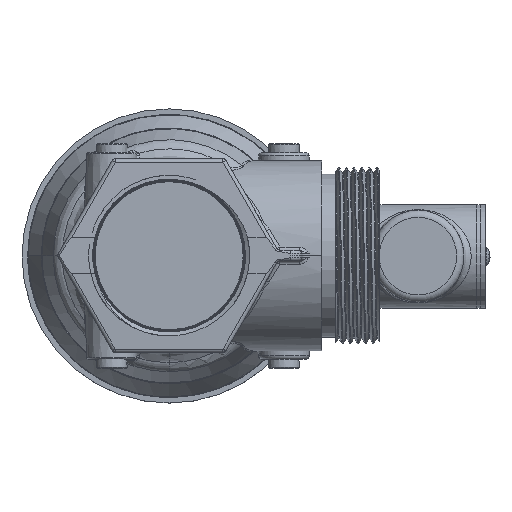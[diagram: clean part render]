
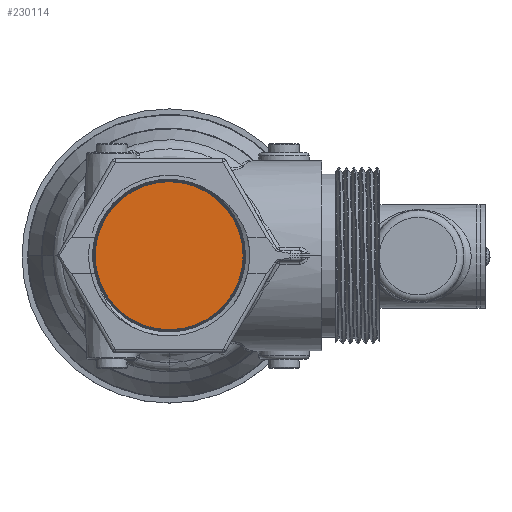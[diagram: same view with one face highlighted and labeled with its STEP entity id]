
A CAD part, top view. The second image highlights one B-rep face of the part: STEP entity #230114.
In plain terms, the highlighted planar face has unit normal (0, 0, 1).
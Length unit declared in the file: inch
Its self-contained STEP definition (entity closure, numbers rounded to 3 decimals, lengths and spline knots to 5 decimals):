
#37266 = AXIS2_PLACEMENT_3D ( 'NONE', #69369, #249928, #95223 ) ;
#42018 = ORIENTED_EDGE ( 'NONE', *, *, #264508, .T. ) ;
#69369 = CARTESIAN_POINT ( 'NONE',  ( 0., 0., 2.301 ) ) ;
#72206 = CARTESIAN_POINT ( 'NONE',  ( 0., 0., 2.301 ) ) ;
#85542 = CARTESIAN_POINT ( 'NONE',  ( 1.28897, 0., 2.301 ) ) ;
#95223 = DIRECTION ( 'NONE',  ( 1., 0., 0. ) ) ;
#97004 = PLANE ( 'NONE',  #121315 ) ;
#98110 = DIRECTION ( 'NONE',  ( 1., 0., 0. ) ) ;
#99447 = VERTEX_POINT ( 'NONE', #85542 ) ;
#121315 = AXIS2_PLACEMENT_3D ( 'NONE', #72206, #252817, #98110 ) ;
#136710 = FACE_OUTER_BOUND ( 'NONE', #305366, .T. ) ;
#184827 = CIRCLE ( 'NONE', #37266, 1.28897 ) ;
#230114 = ADVANCED_FACE ( 'NONE', ( #136710 ), #97004, .T. ) ;
#249928 = DIRECTION ( 'NONE',  ( 0., 0., 1. ) ) ;
#252817 = DIRECTION ( 'NONE',  ( 0., 0., 1. ) ) ;
#264508 = EDGE_CURVE ( 'NONE', #99447, #99447, #184827, .T. ) ;
#305366 = EDGE_LOOP ( 'NONE', ( #42018 ) ) ;
